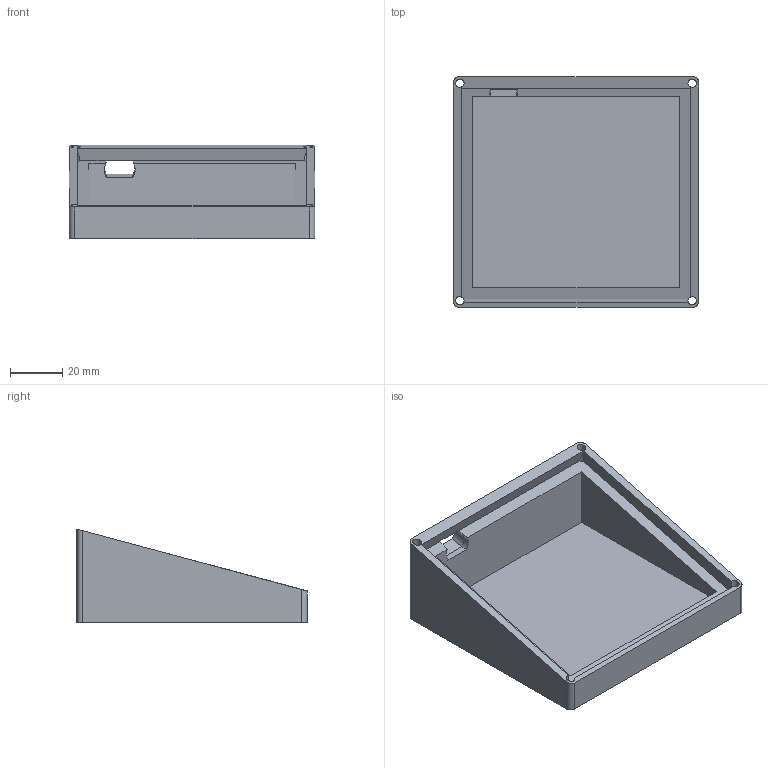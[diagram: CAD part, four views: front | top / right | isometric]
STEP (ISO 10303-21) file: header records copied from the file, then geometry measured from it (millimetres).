
FILE_DESCRIPTION(/* description */ (''),/* implementation_level */ '2;1');
FILE_NAME(/* name */ 'bodu.step',/* time_stamp */ '2025-08-05T13:31:01+05:30',/* author */ (''),/* organization */ (''),/* preprocessor_version */ 'ST-DEVELOPER v20.1',/* originating_system */ 'Autodesk Translation Framework v14.10.0.0',/* authorisation */ '');
FILE_SCHEMA (('AUTOMOTIVE_DESIGN { 1 0 10303 214 3 1 1 }'));
Length unit declared in the file: millimetre
Products named in the file (1): 2025-08-05-13-31-00-904
Bounding box: 94 x 88.24 x 35.85 mm (x, y, z)
Volume: 80402.7 mm3; surface area: 32218.7 mm2
Topology: 1 solids, 1 shells, 205 faces, 570 edges, 380 vertices
Faces by surface type: plane 137, bspline 58, cylinder 10
Full cylindrical faces by diameter (mm): 3.2 x4
Entity records: 7092 total; most frequent: CARTESIAN_POINT 2118, ORIENTED_EDGE 1140, DIRECTION 792, EDGE_CURVE 570, LINE 420, VECTOR 420, VERTEX_POINT 380, EDGE_LOOP 232
